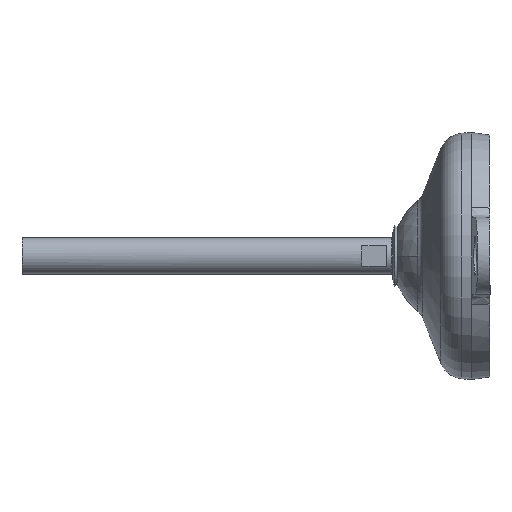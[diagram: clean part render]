
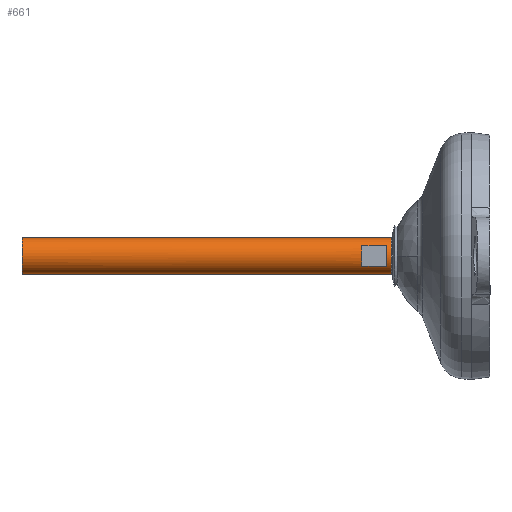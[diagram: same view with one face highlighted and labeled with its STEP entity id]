
A CAD part, left-side view. The second image highlights one B-rep face of the part: STEP entity #661.
In plain terms, the highlighted cylindrical face has radius 6 mm (diameter 12 mm), a partial arc.
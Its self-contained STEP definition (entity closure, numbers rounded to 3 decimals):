
#21 = VERTEX_POINT ( 'NONE', #422 ) ;
#26 = CARTESIAN_POINT ( 'NONE',  ( 0., 32., 0. ) ) ;
#151 = CARTESIAN_POINT ( 'NONE',  ( -5., 41.5, -3.317 ) ) ;
#156 = EDGE_LOOP ( 'NONE', ( #498, #574, #238, #291 ) ) ;
#193 = CYLINDRICAL_SURFACE ( 'NONE', #1277, 6. ) ;
#204 = VERTEX_POINT ( 'NONE', #1404 ) ;
#207 = AXIS2_PLACEMENT_3D ( 'NONE', #1384, #1503, #297 ) ;
#238 = ORIENTED_EDGE ( 'NONE', *, *, #1122, .T. ) ;
#244 = DIRECTION ( 'NONE',  ( 0., -1., 0. ) ) ;
#247 = CARTESIAN_POINT ( 'NONE',  ( 0., 32., -6. ) ) ;
#264 = CARTESIAN_POINT ( 'NONE',  ( 0., 151.5, 0. ) ) ;
#283 = LINE ( 'NONE', #690, #716 ) ;
#291 = ORIENTED_EDGE ( 'NONE', *, *, #680, .T. ) ;
#297 = DIRECTION ( 'NONE',  ( 0., 0., -1. ) ) ;
#303 = DIRECTION ( 'NONE',  ( 0., -1., 0. ) ) ;
#308 = EDGE_CURVE ( 'NONE', #204, #583, #1184, .T. ) ;
#422 = CARTESIAN_POINT ( 'NONE',  ( 0., 151.5, -6. ) ) ;
#443 = DIRECTION ( 'NONE',  ( 0., 0., -1. ) ) ;
#456 = CARTESIAN_POINT ( 'NONE',  ( 0., 151.5, 6. ) ) ;
#465 = CIRCLE ( 'NONE', #887, 6. ) ;
#495 = CARTESIAN_POINT ( 'NONE',  ( -5., 0., -3.317 ) ) ;
#498 = ORIENTED_EDGE ( 'NONE', *, *, #1266, .T. ) ;
#522 = DIRECTION ( 'NONE',  ( 0., 0., -1. ) ) ;
#523 = DIRECTION ( 'NONE',  ( 0., 1., 0. ) ) ;
#527 = VERTEX_POINT ( 'NONE', #456 ) ;
#549 = VECTOR ( 'NONE', #303, 1000. ) ;
#574 = ORIENTED_EDGE ( 'NONE', *, *, #940, .T. ) ;
#583 = VERTEX_POINT ( 'NONE', #247 ) ;
#607 = VECTOR ( 'NONE', #954, 1000. ) ;
#624 = LINE ( 'NONE', #495, #1509 ) ;
#661 = ADVANCED_FACE ( 'NONE', ( #1494, #842 ), #193, .T. ) ;
#680 = EDGE_CURVE ( 'NONE', #1156, #884, #1470, .T. ) ;
#690 = CARTESIAN_POINT ( 'NONE',  ( 0., 0., 6. ) ) ;
#700 = DIRECTION ( 'NONE',  ( 0., -1., 0. ) ) ;
#716 = VECTOR ( 'NONE', #1500, 1000. ) ;
#798 = DIRECTION ( 'NONE',  ( 0., 0., 1. ) ) ;
#815 = CARTESIAN_POINT ( 'NONE',  ( -5., 33.5, 3.317 ) ) ;
#842 = FACE_BOUND ( 'NONE', #156, .T. ) ;
#847 = CARTESIAN_POINT ( 'NONE',  ( -5., 0., 3.317 ) ) ;
#884 = VERTEX_POINT ( 'NONE', #1007 ) ;
#887 = AXIS2_PLACEMENT_3D ( 'NONE', #264, #244, #522 ) ;
#940 = EDGE_CURVE ( 'NONE', #1446, #1375, #1507, .T. ) ;
#954 = DIRECTION ( 'NONE',  ( 0., -1., 0. ) ) ;
#979 = CARTESIAN_POINT ( 'NONE',  ( 0., 0., -6. ) ) ;
#993 = AXIS2_PLACEMENT_3D ( 'NONE', #26, #1069, #1209 ) ;
#1007 = CARTESIAN_POINT ( 'NONE',  ( -5., 33.5, -3.317 ) ) ;
#1026 = EDGE_CURVE ( 'NONE', #527, #204, #283, .T. ) ;
#1032 = EDGE_LOOP ( 'NONE', ( #1726, #1553, #1460, #1471 ) ) ;
#1042 = LINE ( 'NONE', #979, #549 ) ;
#1069 = DIRECTION ( 'NONE',  ( 0., -1., 0. ) ) ;
#1121 = CARTESIAN_POINT ( 'NONE',  ( 0., 0., 0. ) ) ;
#1122 = EDGE_CURVE ( 'NONE', #1375, #1156, #1231, .T. ) ;
#1156 = VERTEX_POINT ( 'NONE', #815 ) ;
#1181 = CARTESIAN_POINT ( 'NONE',  ( -5., 41.5, 3.317 ) ) ;
#1184 = CIRCLE ( 'NONE', #993, 6. ) ;
#1209 = DIRECTION ( 'NONE',  ( 0., 0., -1. ) ) ;
#1231 = LINE ( 'NONE', #847, #607 ) ;
#1266 = EDGE_CURVE ( 'NONE', #884, #1446, #624, .T. ) ;
#1277 = AXIS2_PLACEMENT_3D ( 'NONE', #1121, #700, #443 ) ;
#1375 = VERTEX_POINT ( 'NONE', #1181 ) ;
#1384 = CARTESIAN_POINT ( 'NONE',  ( 0., 33.5, 0. ) ) ;
#1404 = CARTESIAN_POINT ( 'NONE',  ( 0., 32., 6. ) ) ;
#1417 = EDGE_CURVE ( 'NONE', #21, #583, #1042, .T. ) ;
#1446 = VERTEX_POINT ( 'NONE', #151 ) ;
#1460 = ORIENTED_EDGE ( 'NONE', *, *, #1417, .T. ) ;
#1470 = CIRCLE ( 'NONE', #207, 6. ) ;
#1471 = ORIENTED_EDGE ( 'NONE', *, *, #308, .F. ) ;
#1494 = FACE_OUTER_BOUND ( 'NONE', #1032, .T. ) ;
#1500 = DIRECTION ( 'NONE',  ( 0., -1., 0. ) ) ;
#1503 = DIRECTION ( 'NONE',  ( 0., -1., 0. ) ) ;
#1507 = CIRCLE ( 'NONE', #1535, 6. ) ;
#1509 = VECTOR ( 'NONE', #1678, 1000. ) ;
#1535 = AXIS2_PLACEMENT_3D ( 'NONE', #1595, #523, #798 ) ;
#1553 = ORIENTED_EDGE ( 'NONE', *, *, #1639, .T. ) ;
#1595 = CARTESIAN_POINT ( 'NONE',  ( 0., 41.5, 0. ) ) ;
#1639 = EDGE_CURVE ( 'NONE', #527, #21, #465, .T. ) ;
#1678 = DIRECTION ( 'NONE',  ( 0., 1., 0. ) ) ;
#1726 = ORIENTED_EDGE ( 'NONE', *, *, #1026, .F. ) ;
